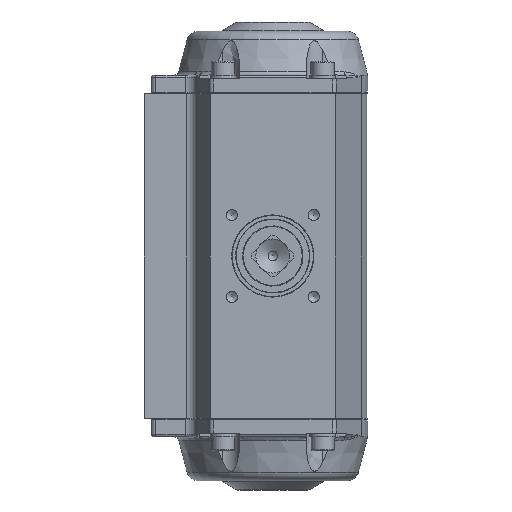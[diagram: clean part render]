
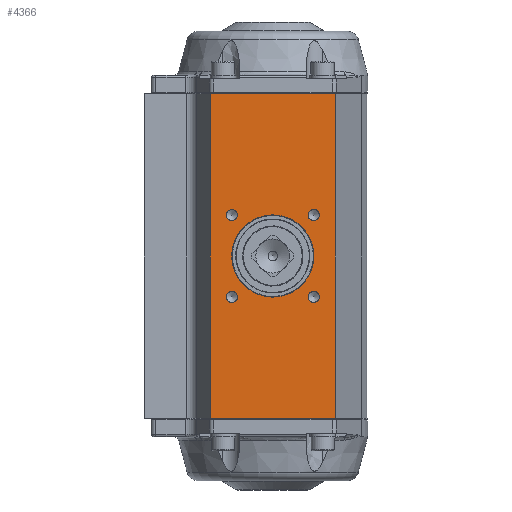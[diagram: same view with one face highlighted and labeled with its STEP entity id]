
A CAD part, front view. The second image highlights one B-rep face of the part: STEP entity #4366.
In plain terms, the highlighted planar face has unit normal (0, -1, 0).
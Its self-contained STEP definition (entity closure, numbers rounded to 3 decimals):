
#1028=CARTESIAN_POINT('',(-27.,-46.5,-70.05));
#1029=VERTEX_POINT('',#1028);
#1119=CARTESIAN_POINT('',(27.,-46.5,-70.05));
#1120=VERTEX_POINT('',#1119);
#1127=CARTESIAN_POINT('',(27.,-46.5,-70.05));
#1128=DIRECTION('',(-1.0,0.0,0.0));
#1129=VECTOR('',#1128,54.0);
#1130=LINE('',#1127,#1129);
#1131=EDGE_CURVE('',#1120,#1029,#1130,.T.);
#1213=CARTESIAN_POINT('',(-27.,-46.5,70.05));
#1214=VERTEX_POINT('',#1213);
#1221=CARTESIAN_POINT('',(27.,-46.5,70.05));
#1222=VERTEX_POINT('',#1221);
#1223=CARTESIAN_POINT('',(-27.,-46.5,70.05));
#1224=DIRECTION('',(1.0,0.0,0.0));
#1225=VECTOR('',#1224,54.0);
#1226=LINE('',#1223,#1225);
#1227=EDGE_CURVE('',#1214,#1222,#1226,.T.);
#1492=CARTESIAN_POINT('',(17.678,-46.5,-20.136));
#1493=VERTEX_POINT('',#1492);
#1494=CARTESIAN_POINT('',(17.678,-46.5,-17.678));
#1495=DIRECTION('',(0.0,1.0,0.0));
#1496=DIRECTION('',(0.0,0.0,-1.0));
#1497=AXIS2_PLACEMENT_3D('',#1494,#1495,#1496);
#1498=CIRCLE('',#1497,2.459);
#1499=EDGE_CURVE('',#1493,#1493,#1498,.T.);
#1619=CARTESIAN_POINT('',(-20.136,-46.5,-17.678));
#1620=VERTEX_POINT('',#1619);
#1621=CARTESIAN_POINT('',(-17.678,-46.5,-17.678));
#1622=DIRECTION('',(0.0,1.0,0.0));
#1623=DIRECTION('',(-1.0,0.0,0.0));
#1624=AXIS2_PLACEMENT_3D('',#1621,#1622,#1623);
#1625=CIRCLE('',#1624,2.459);
#1626=EDGE_CURVE('',#1620,#1620,#1625,.T.);
#1997=CARTESIAN_POINT('',(20.136,-46.5,17.678));
#1998=VERTEX_POINT('',#1997);
#1999=CARTESIAN_POINT('',(17.678,-46.5,17.678));
#2000=DIRECTION('',(0.0,1.0,0.0));
#2001=DIRECTION('',(1.0,0.0,0.0));
#2002=AXIS2_PLACEMENT_3D('',#1999,#2000,#2001);
#2003=CIRCLE('',#2002,2.459);
#2004=EDGE_CURVE('',#1998,#1998,#2003,.T.);
#2045=CARTESIAN_POINT('',(-17.678,-46.5,20.136));
#2046=VERTEX_POINT('',#2045);
#2047=CARTESIAN_POINT('',(-17.678,-46.5,17.678));
#2048=DIRECTION('',(0.0,1.0,0.0));
#2049=DIRECTION('',(0.0,0.0,1.0));
#2050=AXIS2_PLACEMENT_3D('',#2047,#2048,#2049);
#2051=CIRCLE('',#2050,2.459);
#2052=EDGE_CURVE('',#2046,#2046,#2051,.T.);
#4318=CARTESIAN_POINT('',(17.768,-46.5,0.));
#4319=VERTEX_POINT('',#4318);
#4320=CARTESIAN_POINT('',(0.0,-46.5,0.0));
#4321=DIRECTION('',(0.0,-1.0,0.0));
#4322=DIRECTION('',(-1.0,0.0,0.0));
#4323=AXIS2_PLACEMENT_3D('',#4320,#4321,#4322);
#4324=CIRCLE('',#4323,17.768);
#4325=EDGE_CURVE('',#4319,#4319,#4324,.T.);
#4330=CARTESIAN_POINT('',(27.,-46.5,0.0));
#4331=DIRECTION('',(0.0,-1.0,0.0));
#4332=DIRECTION('',(0.0,0.0,-1.0));
#4333=AXIS2_PLACEMENT_3D('',#4330,#4331,#4332);
#4334=PLANE('',#4333);
#4335=ORIENTED_EDGE('',*,*,#1131,.F.);
#4336=CARTESIAN_POINT('',(27.,-46.5,-70.05));
#4337=DIRECTION('',(0.0,0.0,1.0));
#4338=VECTOR('',#4337,140.1);
#4339=LINE('',#4336,#4338);
#4340=EDGE_CURVE('',#1120,#1222,#4339,.T.);
#4341=ORIENTED_EDGE('',*,*,#4340,.T.);
#4342=ORIENTED_EDGE('',*,*,#1227,.F.);
#4343=CARTESIAN_POINT('',(-27.,-46.5,-70.05));
#4344=DIRECTION('',(0.0,0.0,1.0));
#4345=VECTOR('',#4344,140.1);
#4346=LINE('',#4343,#4345);
#4347=EDGE_CURVE('',#1029,#1214,#4346,.T.);
#4348=ORIENTED_EDGE('',*,*,#4347,.F.);
#4349=EDGE_LOOP('',(#4335,#4341,#4342,#4348));
#4350=FACE_OUTER_BOUND('',#4349,.T.);
#4351=ORIENTED_EDGE('',*,*,#1499,.T.);
#4352=EDGE_LOOP('',(#4351));
#4353=FACE_BOUND('',#4352,.T.);
#4354=ORIENTED_EDGE('',*,*,#1626,.T.);
#4355=EDGE_LOOP('',(#4354));
#4356=FACE_BOUND('',#4355,.T.);
#4357=ORIENTED_EDGE('',*,*,#2052,.T.);
#4358=EDGE_LOOP('',(#4357));
#4359=FACE_BOUND('',#4358,.T.);
#4360=ORIENTED_EDGE('',*,*,#2004,.T.);
#4361=EDGE_LOOP('',(#4360));
#4362=FACE_BOUND('',#4361,.T.);
#4363=ORIENTED_EDGE('',*,*,#4325,.F.);
#4364=EDGE_LOOP('',(#4363));
#4365=FACE_BOUND('',#4364,.T.);
#4366=ADVANCED_FACE('',(#4350,#4353,#4356,#4359,#4362,#4365),#4334,.T.);
